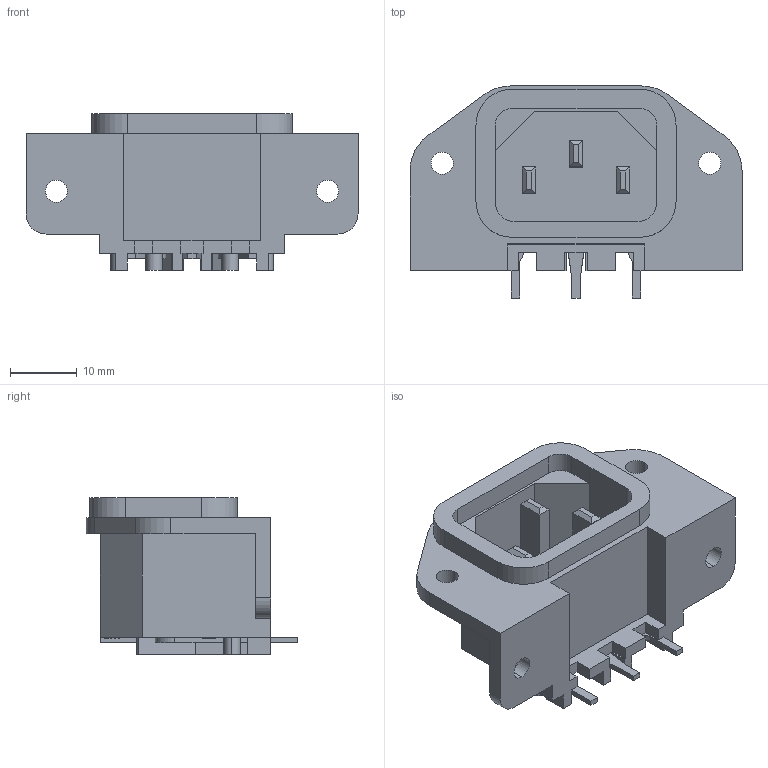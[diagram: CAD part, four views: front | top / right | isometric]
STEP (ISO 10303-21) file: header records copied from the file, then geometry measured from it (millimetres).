
FILE_DESCRIPTION (( 'STEP AP214' ), '1' );
FILE_NAME ('Òðàïåøêà.STEP', '2023-07-31T10:16:45', ( '' ), ( '' ), 'SwSTEP 2.0', 'SolidWorks 2021', '' );
FILE_SCHEMA (( 'AUTOMOTIVE_DESIGN' ));
Length unit declared in the file: millimetre
Products named in the file (1): 秮黽氂罻
Bounding box: 49.6 x 31.65 x 23.44 mm (x, y, z)
Volume: 9226.6 mm3; surface area: 7496.9 mm2
Topology: 1 solids, 1 shells, 232 faces, 614 edges, 402 vertices
Faces by surface type: plane 184, cylinder 48
Entity records: 7962 total; most frequent: CARTESIAN_POINT 1249, ORIENTED_EDGE 1228, DIRECTION 1176, EDGE_CURVE 614, VECTOR 518, LINE 518, VERTEX_POINT 402, AXIS2_PLACEMENT_3D 329
